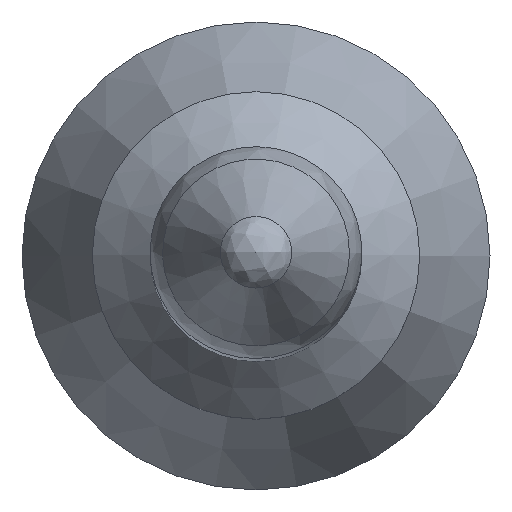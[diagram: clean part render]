
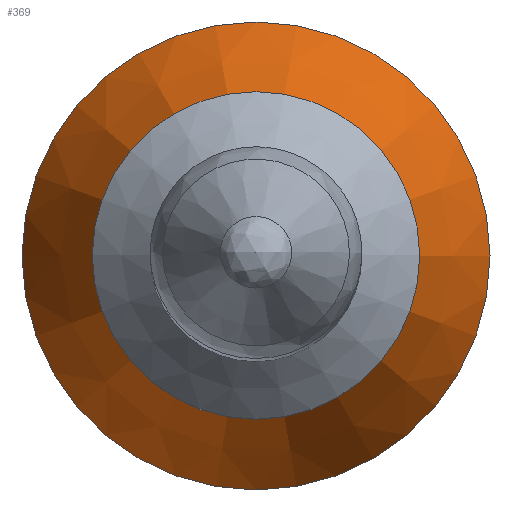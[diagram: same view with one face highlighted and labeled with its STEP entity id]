
A CAD part, top view. The second image highlights one B-rep face of the part: STEP entity #369.
In plain terms, the highlighted conical face has half-angle 24.513 degrees and reference radius 1.751 mm.
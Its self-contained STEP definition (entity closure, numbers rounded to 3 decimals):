
#352=CONICAL_SURFACE('',#2892,1.751,24.513);
#369=ADVANCED_FACE('',(#567,#568),#352,.T.);
#567=FACE_BOUND('',#629,.T.);
#568=FACE_BOUND('',#630,.T.);
#629=EDGE_LOOP('',(#841));
#630=EDGE_LOOP('',(#842));
#841=ORIENTED_EDGE('',*,*,#1590,.T.);
#842=ORIENTED_EDGE('',*,*,#1589,.F.);
#1393=VERTEX_POINT('',#4398);
#1394=VERTEX_POINT('',#4401);
#1589=EDGE_CURVE('',#1393,#1393,#1871,.T.);
#1590=EDGE_CURVE('',#1394,#1394,#1872,.T.);
#1871=CIRCLE('',#2889,1.751);
#1872=CIRCLE('',#2891,0.901);
#2889=AXIS2_PLACEMENT_3D('',#4397,#3284,#3285);
#2891=AXIS2_PLACEMENT_3D('',#4400,#3288,#3289);
#2892=AXIS2_PLACEMENT_3D('',#4402,#3290,#3291);
#3284=DIRECTION('',(0.,0.,-1.));
#3285=DIRECTION('',(-1.,0.,0.));
#3288=DIRECTION('',(0.,0.,-1.));
#3289=DIRECTION('',(-1.,0.,0.));
#3290=DIRECTION('',(0.,0.,-1.));
#3291=DIRECTION('',(-1.,0.,0.));
#4397=CARTESIAN_POINT('',(0.,0.,9.));
#4398=CARTESIAN_POINT('',(-1.751,0.,9.));
#4400=CARTESIAN_POINT('',(0.,0.,10.864));
#4401=CARTESIAN_POINT('',(-0.901,0.,10.864));
#4402=CARTESIAN_POINT('',(0.,0.,9.));
